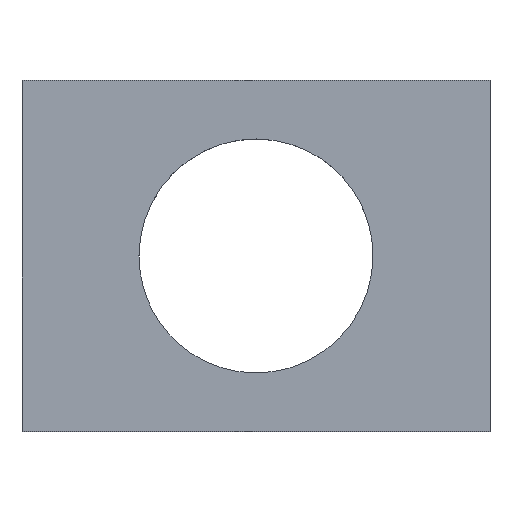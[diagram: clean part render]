
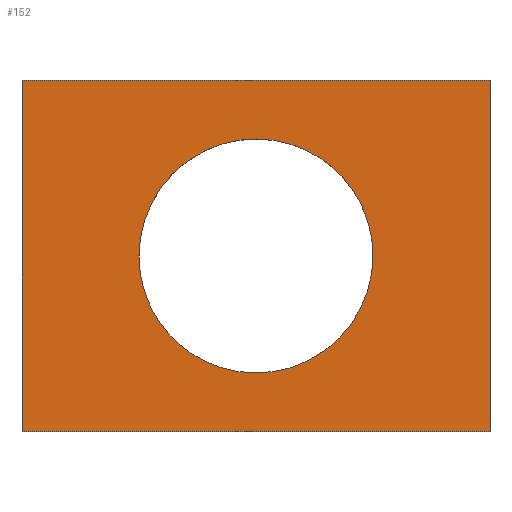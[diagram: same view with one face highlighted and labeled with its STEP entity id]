
A CAD part, top view. The second image highlights one B-rep face of the part: STEP entity #152.
In plain terms, the highlighted planar face has unit normal (0, 0, 1).
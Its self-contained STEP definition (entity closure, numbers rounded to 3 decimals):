
#19=CARTESIAN_POINT('#19',(20.,0.0,3.0));
#20=VERTEX_POINT('#20',#19);
#21=CARTESIAN_POINT('#21',(0.0,0.0,3.0));
#22=VERTEX_POINT('#22',#21);
#23=CARTESIAN_POINT('#23',(20.,15.,3.0));
#24=VERTEX_POINT('#24',#23);
#25=CARTESIAN_POINT('#25',(0.0,15.,3.0));
#26=VERTEX_POINT('#26',#25);
#27=CARTESIAN_POINT('#27',(5.0,7.5,3.0));
#28=VERTEX_POINT('#28',#27);
#29=CARTESIAN_POINT('#29',(15.,7.5,3.0));
#30=VERTEX_POINT('#30',#29);
#43=CARTESIAN_POINT('#43',(20.,0.0,3.0));
#44=DIRECTION('#44',(-1.,0.0,0.0));
#45=VECTOR('#45',#44,20.);
#46=LINE('#46',#43,#45);
#47=CARTESIAN_POINT('#47',(20.,15.,3.0));
#48=DIRECTION('#48',(0.0,-1.,0.0));
#49=VECTOR('#49',#48,15.);
#50=LINE('#50',#47,#49);
#51=CARTESIAN_POINT('#51',(0.0,15.,3.0));
#52=DIRECTION('#52',(1.0,0.0,0.0));
#53=VECTOR('#53',#52,20.);
#54=LINE('#54',#51,#53);
#55=CARTESIAN_POINT('#55',(0.0,0.0,3.0));
#56=DIRECTION('#56',(0.0,1.0,0.0));
#57=VECTOR('#57',#56,15.);
#58=LINE('#58',#55,#57);
#59=CARTESIAN_POINT('#59',(5.0,7.5,3.0));
#60=CARTESIAN_POINT('#60',(5.0,17.5,3.0));
#61=CARTESIAN_POINT('#61',(15.,17.5,3.0));
#62=CARTESIAN_POINT('#62',(15.,7.5,3.0));
#63=(BOUNDED_CURVE()B_SPLINE_CURVE(3,(#59,#60,#61,#62),.UNSPECIFIED.,.F.
,.F.)B_SPLINE_CURVE_WITH_KNOTS((4,4),(0.0,0.5),.UNSPECIFIED.)CURVE()
GEOMETRIC_REPRESENTATION_ITEM()RATIONAL_B_SPLINE_CURVE((1.0,
0.333,0.333,1.0))REPRESENTATION_ITEM('#63'));
#64=CARTESIAN_POINT('#64',(15.,7.5,3.0));
#65=CARTESIAN_POINT('#65',(15.,-2.5,3.0));
#66=CARTESIAN_POINT('#66',(5.0,-2.5,3.0));
#67=CARTESIAN_POINT('#67',(5.0,7.5,3.0));
#68=(BOUNDED_CURVE()B_SPLINE_CURVE(3,(#64,#65,#66,#67),.UNSPECIFIED.,.F.
,.F.)B_SPLINE_CURVE_WITH_KNOTS((4,4),(0.0,0.5),.UNSPECIFIED.)CURVE()
GEOMETRIC_REPRESENTATION_ITEM()RATIONAL_B_SPLINE_CURVE((1.0,
0.333,0.333,1.0))REPRESENTATION_ITEM('#68'));
#119=EDGE_CURVE('#119',#20,#22,#46,.T.);
#120=EDGE_CURVE('#120',#24,#20,#50,.T.);
#121=EDGE_CURVE('#121',#26,#24,#54,.T.);
#122=EDGE_CURVE('#122',#22,#26,#58,.T.);
#123=EDGE_CURVE('#123',#28,#30,#63,.T.);
#124=EDGE_CURVE('#124',#30,#28,#68,.T.);
#137=ORIENTED_EDGE('#137',*,*,#119,.F.);
#138=ORIENTED_EDGE('#138',*,*,#120,.F.);
#139=ORIENTED_EDGE('#139',*,*,#121,.F.);
#140=ORIENTED_EDGE('#140',*,*,#122,.F.);
#141=EDGE_LOOP('#141',(#137,#138,#139,#140));
#142=FACE_OUTER_BOUND('#142',#141,.T.);
#143=ORIENTED_EDGE('#143',*,*,#123,.T.);
#144=ORIENTED_EDGE('#144',*,*,#124,.T.);
#145=EDGE_LOOP('#145',(#143,#144));
#146=FACE_BOUND('#146',#145,.T.);
#147=CARTESIAN_POINT('#147',(10.,7.5,3.0));
#148=DIRECTION('#148',(0.0,0.0,1.0));
#149=DIRECTION('#149',(1.0,0.0,0.0));
#150=AXIS2_PLACEMENT_3D('#150',#147,#148,#149);
#151=PLANE('#151',#150);
#152=ADVANCED_FACE('#152',(#142,#146),#151,.T.);
